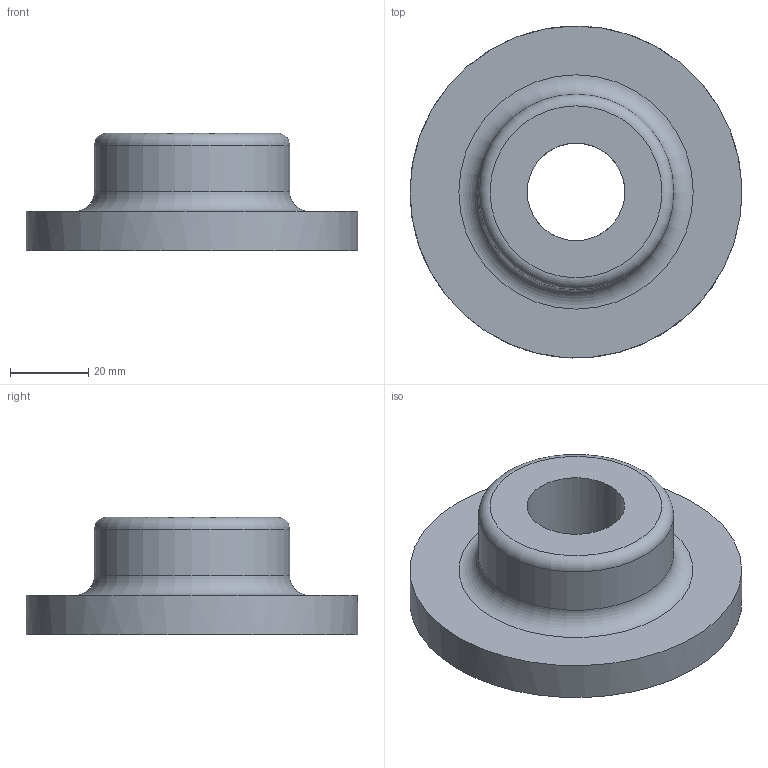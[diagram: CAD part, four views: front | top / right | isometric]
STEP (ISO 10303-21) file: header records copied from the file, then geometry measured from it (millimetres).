
FILE_DESCRIPTION( ( 'STEP Version 203' ), '1' );
FILE_NAME( 'Submodel3.stp', '11/14/13 15:38:36', ( 'rlejay' ), ( ' ' ), 'PSStep 14.0', 'DesignModeler STEP Output', ' ' );
FILE_SCHEMA( ( 'CONFIG_CONTROL_DESIGN' ) );
Length unit declared in the file: metre
Products named in the file (1): MainHousing
Bounding box: 84.99 x 84.98 x 30.02 mm (x, y, z)
Volume: 81865.1 mm3; surface area: 18004.3 mm2
Topology: 1 solids, 1 shells, 8 faces, 15 edges, 10 vertices
Faces by surface type: cylinder 3, torus 2, plane 2, bspline 1
Full cylindrical faces by diameter (mm): 25 x1, 50 x1, 85 x1
Entity records: 1016 total; most frequent: CARTESIAN_POINT 838, DIRECTION 28, EDGE_LOOP 16, ORIENTED_EDGE 16, AXIS2_PLACEMENT_3D 14, FACE_OUTER_BOUND 13, ADVANCED_FACE 8, EDGE_CURVE 8
